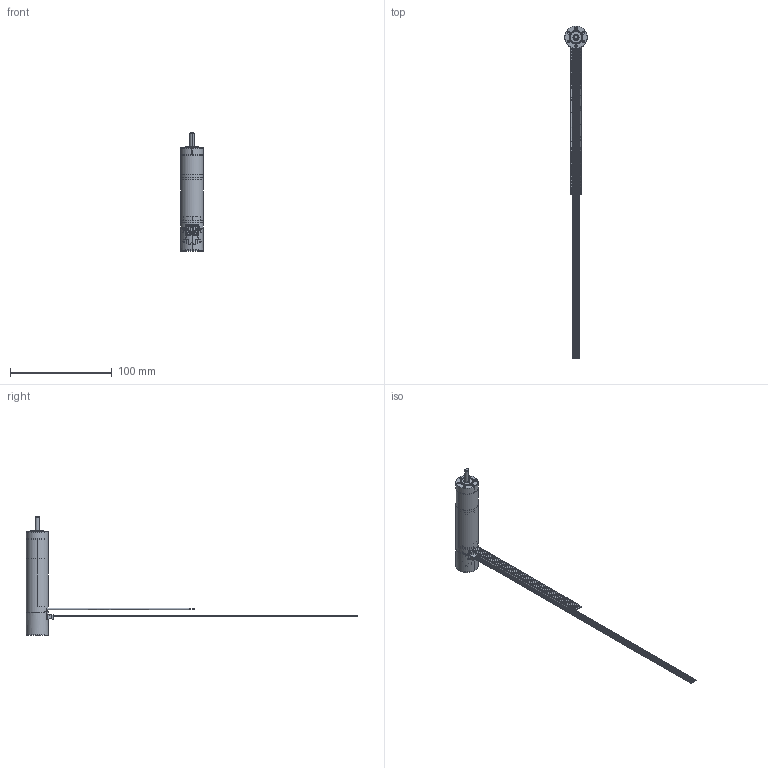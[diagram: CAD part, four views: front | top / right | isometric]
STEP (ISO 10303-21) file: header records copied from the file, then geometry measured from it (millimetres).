
FILE_DESCRIPTION((''),'2;1');
FILE_NAME('4611180000622_SW0001','2023-09-11T15:07:50',('ms27786'),(''),'CREO PARAMETRIC BY PTC INC, 2018100','CREO PARAMETRIC BY PTC INC, 2018100','');
FILE_SCHEMA(('CONFIG_CONTROL_DESIGN'));
Length unit declared in the file: millimetre
Products named in the file (1): 4611180000622_SW0001
Bounding box: 22 x 326 x 116.14 mm (x, y, z)
Volume: 20312.7 mm3; surface area: 36073.5 mm2
Topology: 4 solids, 7 shells, 2568 faces, 7110 edges, 4528 vertices
Faces by surface type: cylinder 870, plane 807, cone 419, bspline 194, extrusion 116, torus 114, sphere 48
Entity records: 144400 total; most frequent: CARTESIAN_POINT 80903, ORIENTED_EDGE 14076, DIRECTION 12291, EDGE_CURVE 7038, AXIS2_PLACEMENT_3D 4536, VERTEX_POINT 4529, VECTOR 3219, LINE 3103
